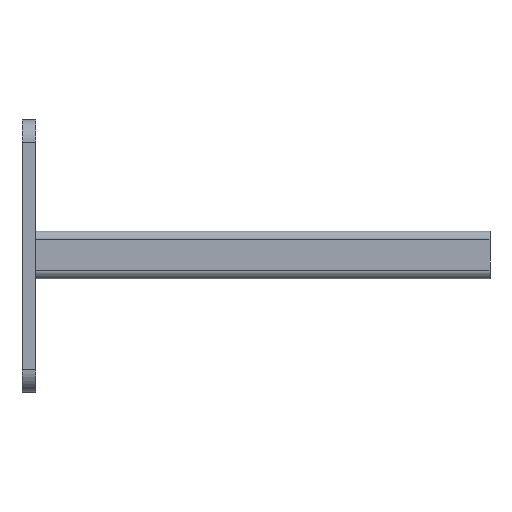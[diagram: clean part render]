
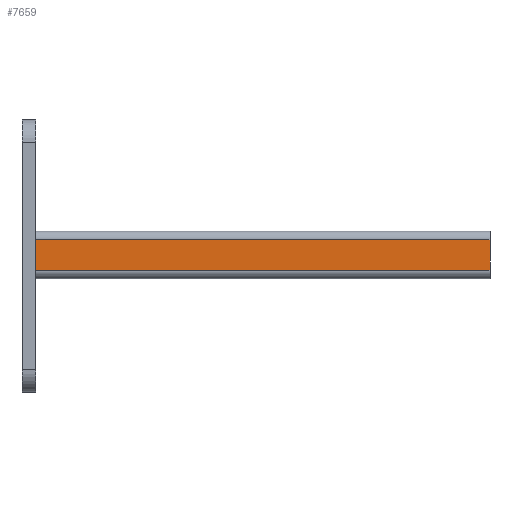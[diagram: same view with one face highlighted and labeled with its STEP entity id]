
A CAD part, front view. The second image highlights one B-rep face of the part: STEP entity #7659.
In plain terms, the highlighted face is planar.
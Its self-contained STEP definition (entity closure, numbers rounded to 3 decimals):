
#371 = VERTEX_POINT ( 'NONE', #7294 ) ;
#544 = LINE ( 'NONE', #2367, #8743 ) ;
#1003 = CARTESIAN_POINT ( 'NONE',  ( 20.5, 0., -100. ) ) ;
#1160 = DIRECTION ( 'NONE',  ( 0., 0., 1. ) ) ;
#1246 = LINE ( 'NONE', #5754, #11312 ) ;
#1301 = AXIS2_PLACEMENT_3D ( 'NONE', #1003, #8587, #12765 ) ;
#2367 = CARTESIAN_POINT ( 'NONE',  ( 20.5, 3.75, -100. ) ) ;
#2819 = CARTESIAN_POINT ( 'NONE',  ( 20.5, 17.25, -200. ) ) ;
#3713 = ORIENTED_EDGE ( 'NONE', *, *, #3806, .T. ) ;
#3806 = EDGE_CURVE ( 'NONE', #10666, #9289, #8430, .T. ) ;
#4022 = EDGE_CURVE ( 'NONE', #4293, #10666, #11796, .T. ) ;
#4193 = ORIENTED_EDGE ( 'NONE', *, *, #8433, .F. ) ;
#4293 = VERTEX_POINT ( 'NONE', #6111 ) ;
#4929 = FACE_OUTER_BOUND ( 'NONE', #5169, .T. ) ;
#5169 = EDGE_LOOP ( 'NONE', ( #4193, #12415, #12932, #3713 ) ) ;
#5754 = CARTESIAN_POINT ( 'NONE',  ( 20.5, 0., 0. ) ) ;
#5895 = DIRECTION ( 'NONE',  ( 0., 1., 0. ) ) ;
#6110 = CARTESIAN_POINT ( 'NONE',  ( 20.5, 17.25, 0. ) ) ;
#6111 = CARTESIAN_POINT ( 'NONE',  ( 20.5, 3.75, -200. ) ) ;
#6915 = VECTOR ( 'NONE', #10913, 1000. ) ;
#7294 = CARTESIAN_POINT ( 'NONE',  ( 20.5, 3.75, 0. ) ) ;
#7428 = CARTESIAN_POINT ( 'NONE',  ( 20.5, 17.25, -100. ) ) ;
#7659 = ADVANCED_FACE ( 'NONE', ( #4929 ), #10756, .F. ) ;
#8430 = LINE ( 'NONE', #7428, #10813 ) ;
#8433 = EDGE_CURVE ( 'NONE', #371, #9289, #1246, .T. ) ;
#8587 = DIRECTION ( 'NONE',  ( -1., 0., 0. ) ) ;
#8743 = VECTOR ( 'NONE', #11267, 1000. ) ;
#9289 = VERTEX_POINT ( 'NONE', #6110 ) ;
#10666 = VERTEX_POINT ( 'NONE', #2819 ) ;
#10756 = PLANE ( 'NONE',  #1301 ) ;
#10813 = VECTOR ( 'NONE', #1160, 1000. ) ;
#10913 = DIRECTION ( 'NONE',  ( 0., 1., 0. ) ) ;
#11267 = DIRECTION ( 'NONE',  ( 0., 0., 1. ) ) ;
#11312 = VECTOR ( 'NONE', #5895, 1000. ) ;
#11796 = LINE ( 'NONE', #12076, #6915 ) ;
#12076 = CARTESIAN_POINT ( 'NONE',  ( 20.5, 0., -200. ) ) ;
#12415 = ORIENTED_EDGE ( 'NONE', *, *, #13607, .F. ) ;
#12765 = DIRECTION ( 'NONE',  ( 0., 0., -1. ) ) ;
#12932 = ORIENTED_EDGE ( 'NONE', *, *, #4022, .T. ) ;
#13607 = EDGE_CURVE ( 'NONE', #4293, #371, #544, .T. ) ;
